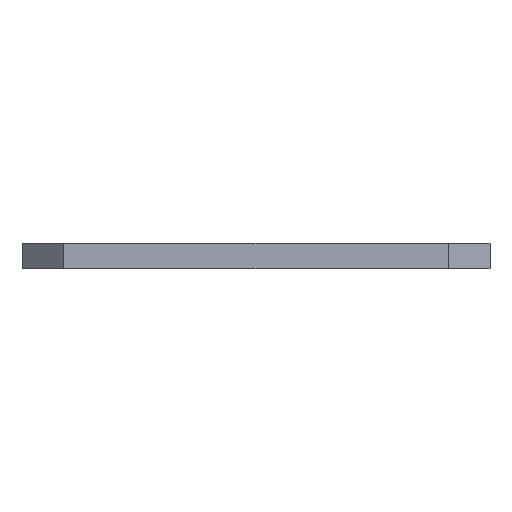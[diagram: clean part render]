
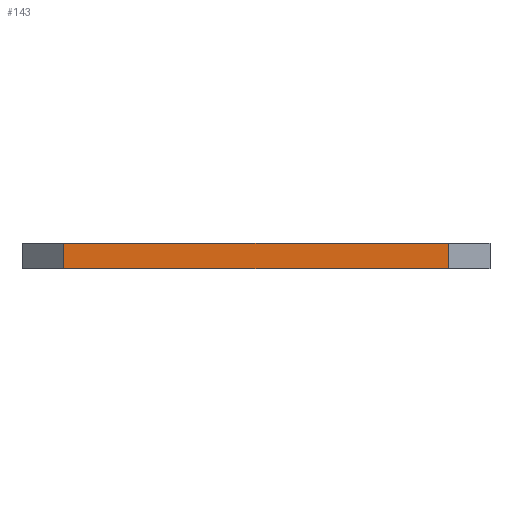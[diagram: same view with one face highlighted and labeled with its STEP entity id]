
A CAD part, front view. The second image highlights one B-rep face of the part: STEP entity #143.
In plain terms, the highlighted planar face has unit normal (0, -1, 0).
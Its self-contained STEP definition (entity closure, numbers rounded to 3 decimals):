
#143=ADVANCED_FACE('',(#1031),#1033,.T.);
#1031=FACE_BOUND('',#1032,.T.);
#1032=EDGE_LOOP('',(#2596,#2597,#2598,#2599));
#1033=PLANE('',#1034);
#1034=AXIS2_PLACEMENT_3D('',#1035,#1036,#1037);
#1035=CARTESIAN_POINT('',(-28.,-67.5,0.));
#1036=DIRECTION('',(0.,-1.,0.));
#1037=DIRECTION('',(1.,0.,0.));
#2596=ORIENTED_EDGE('',*,*,#3626,.T.);
#2597=ORIENTED_EDGE('',*,*,#3037,.F.);
#2598=ORIENTED_EDGE('',*,*,#3627,.F.);
#2599=ORIENTED_EDGE('',*,*,#3239,.T.);
#3037=EDGE_CURVE('',#3649,#3651,#3652,.T.);
#3239=EDGE_CURVE('',#4055,#4053,#4056,.T.);
#3626=EDGE_CURVE('',#4053,#3651,#4642,.T.);
#3627=EDGE_CURVE('',#4055,#3649,#4643,.T.);
#3649=VERTEX_POINT('',#4673);
#3651=VERTEX_POINT('',#4677);
#3652=LINE('',#4678,#4679);
#4053=VERTEX_POINT('',#5485);
#4055=VERTEX_POINT('',#5489);
#4056=LINE('',#5490,#5491);
#4642=LINE('',#6854,#6855);
#4643=LINE('',#6857,#6858);
#4673=CARTESIAN_POINT('',(-23.,-67.5,3.));
#4677=CARTESIAN_POINT('',(23.,-67.5,3.));
#4678=CARTESIAN_POINT('',(-23.,-67.5,3.));
#4679=VECTOR('',#4680,1.);
#4680=DIRECTION('',(1.,0.,0.));
#5485=CARTESIAN_POINT('',(23.,-67.5,0.));
#5489=CARTESIAN_POINT('',(-23.,-67.5,0.));
#5490=CARTESIAN_POINT('',(-23.,-67.5,0.));
#5491=VECTOR('',#5492,1.);
#5492=DIRECTION('',(1.,0.,0.));
#6854=CARTESIAN_POINT('',(23.,-67.5,0.));
#6855=VECTOR('',#6856,1.);
#6856=DIRECTION('',(0.,0.,1.));
#6857=CARTESIAN_POINT('',(-23.,-67.5,0.));
#6858=VECTOR('',#6859,1.);
#6859=DIRECTION('',(0.,0.,1.));
